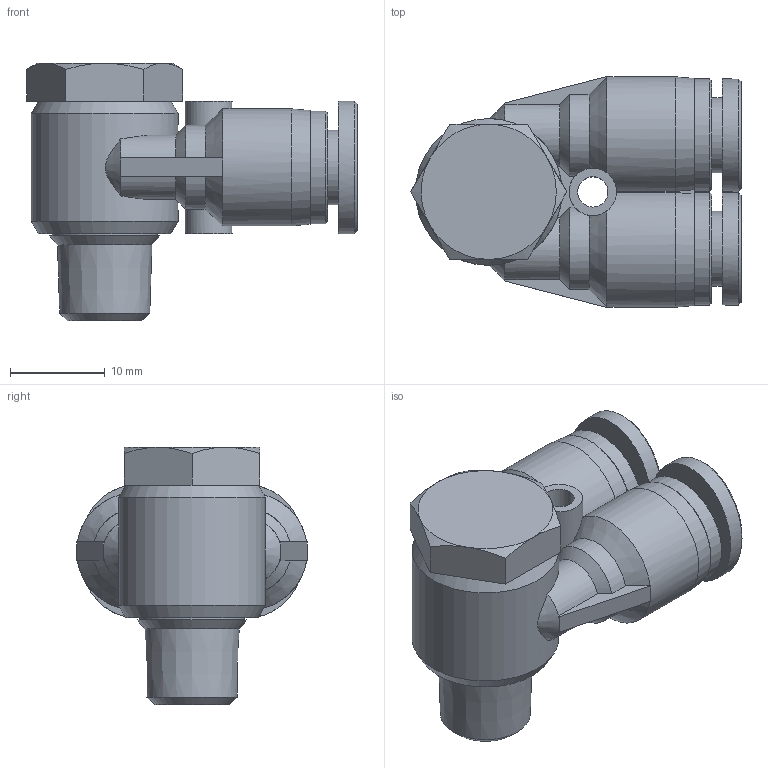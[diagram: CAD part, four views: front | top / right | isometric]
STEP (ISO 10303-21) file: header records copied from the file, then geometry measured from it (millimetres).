
FILE_DESCRIPTION((''),'2;1');
FILE_NAME('PA 1_4-N01U.stp','2016-10-12T09:38:50',('Administrator'),(''),'Autodesk Inventor 2013','Autodesk Inventor 2013','');
FILE_SCHEMA(('CONFIG_CONTROL_DESIGN'));
Length unit declared in the file: millimetre
Products named in the file (4): PA 1_4-N01U; BHW BODY-1_4; NA BODY-NPT1_8; SLEEVE N1_4L
Assembly tree (4 placements, depth 2):
  PA 1_4-N01U
    BHW BODY-1_4
    NA BODY-NPT1_8
    SLEEVE N1_4L  x2
Bounding box: 34.95 x 24.4 x 27.2 mm (x, y, z)
Volume: 8399.1 mm3; surface area: 5526.4 mm2
Topology: 4 solids, 4 shells, 102 faces, 220 edges, 137 vertices
Faces by surface type: plane 45, cone 27, cylinder 26, bspline 4
Full cylindrical faces by diameter (mm): 3.2 x1, 5 x2, 6.55 x4, 7.9 x2, 10.2 x1, 11.1 x1, 11.6 x1, 11.9 x2, 12.7 x1, 15.5 x1
Entity records: 2728 total; most frequent: CARTESIAN_POINT 752, DIRECTION 401, ORIENTED_EDGE 358, EDGE_CURVE 179, AXIS2_PLACEMENT_3D 173, EDGE_LOOP 125, VERTEX_POINT 124, FACE_OUTER_BOUND 91
